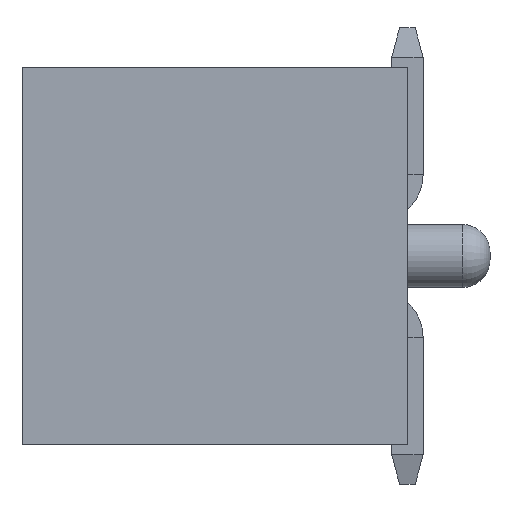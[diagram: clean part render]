
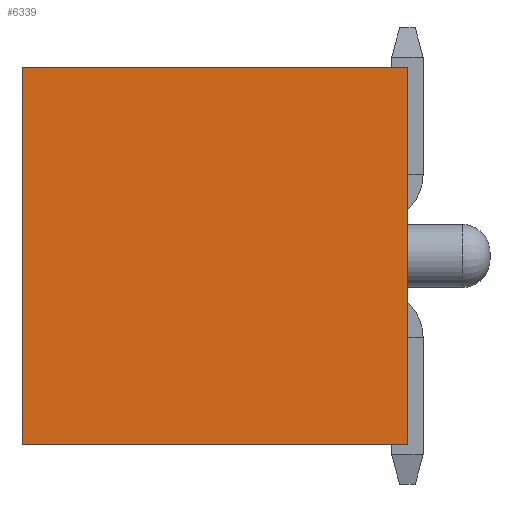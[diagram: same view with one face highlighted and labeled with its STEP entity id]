
A CAD part, left-side view. The second image highlights one B-rep face of the part: STEP entity #6339.
In plain terms, the highlighted planar face has unit normal (-1, 0, 0).
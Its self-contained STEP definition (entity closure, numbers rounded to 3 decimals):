
#190 = CARTESIAN_POINT ( 'NONE',  ( -6.255, 0.2, 2.4 ) ) ;
#428 = CARTESIAN_POINT ( 'NONE',  ( -6.255, 5.1, 2.4 ) ) ;
#539 = CARTESIAN_POINT ( 'NONE',  ( -6.255, 0.2, 2.4 ) ) ;
#1073 = PLANE ( 'NONE',  #1801 ) ;
#1265 = DIRECTION ( 'NONE',  ( 0., 0., -1. ) ) ;
#1789 = VECTOR ( 'NONE', #1265, 1000. ) ;
#1801 = AXIS2_PLACEMENT_3D ( 'NONE', #4185, #8362, #11777 ) ;
#2062 = LINE ( 'NONE', #9489, #2416 ) ;
#2117 = EDGE_CURVE ( 'NONE', #12785, #8149, #2062, .T. ) ;
#2189 = VERTEX_POINT ( 'NONE', #11561 ) ;
#2416 = VECTOR ( 'NONE', #8356, 1000. ) ;
#3664 = CARTESIAN_POINT ( 'NONE',  ( -6.255, 0.2, -2.4 ) ) ;
#4185 = CARTESIAN_POINT ( 'NONE',  ( -6.255, 5.1, 2.4 ) ) ;
#4191 = EDGE_LOOP ( 'NONE', ( #9852, #8240, #11931, #12464 ) ) ;
#4916 = VECTOR ( 'NONE', #6504, 1000. ) ;
#6308 = VECTOR ( 'NONE', #13546, 1000. ) ;
#6339 = ADVANCED_FACE ( 'NONE', ( #7498 ), #1073, .F. ) ;
#6504 = DIRECTION ( 'NONE',  ( 0., 0., 1. ) ) ;
#7082 = CARTESIAN_POINT ( 'NONE',  ( -6.255, 5.1, -2.4 ) ) ;
#7498 = FACE_OUTER_BOUND ( 'NONE', #4191, .T. ) ;
#7812 = EDGE_CURVE ( 'NONE', #2189, #12241, #12414, .T. ) ;
#7965 = EDGE_CURVE ( 'NONE', #12241, #8149, #9757, .T. ) ;
#8149 = VERTEX_POINT ( 'NONE', #3664 ) ;
#8240 = ORIENTED_EDGE ( 'NONE', *, *, #7812, .F. ) ;
#8356 = DIRECTION ( 'NONE',  ( 0., -1., 0. ) ) ;
#8362 = DIRECTION ( 'NONE',  ( 1., 0., 0. ) ) ;
#8991 = CARTESIAN_POINT ( 'NONE',  ( -6.255, 5.1, 2.4 ) ) ;
#9489 = CARTESIAN_POINT ( 'NONE',  ( -6.255, 5.1, -2.4 ) ) ;
#9757 = LINE ( 'NONE', #190, #1789 ) ;
#9852 = ORIENTED_EDGE ( 'NONE', *, *, #7965, .F. ) ;
#10975 = LINE ( 'NONE', #8991, #4916 ) ;
#11561 = CARTESIAN_POINT ( 'NONE',  ( -6.255, 5.1, 2.4 ) ) ;
#11777 = DIRECTION ( 'NONE',  ( 0., 0., -1. ) ) ;
#11887 = EDGE_CURVE ( 'NONE', #12785, #2189, #10975, .T. ) ;
#11931 = ORIENTED_EDGE ( 'NONE', *, *, #11887, .F. ) ;
#12241 = VERTEX_POINT ( 'NONE', #539 ) ;
#12414 = LINE ( 'NONE', #428, #6308 ) ;
#12464 = ORIENTED_EDGE ( 'NONE', *, *, #2117, .T. ) ;
#12785 = VERTEX_POINT ( 'NONE', #7082 ) ;
#13546 = DIRECTION ( 'NONE',  ( 0., -1., 0. ) ) ;
